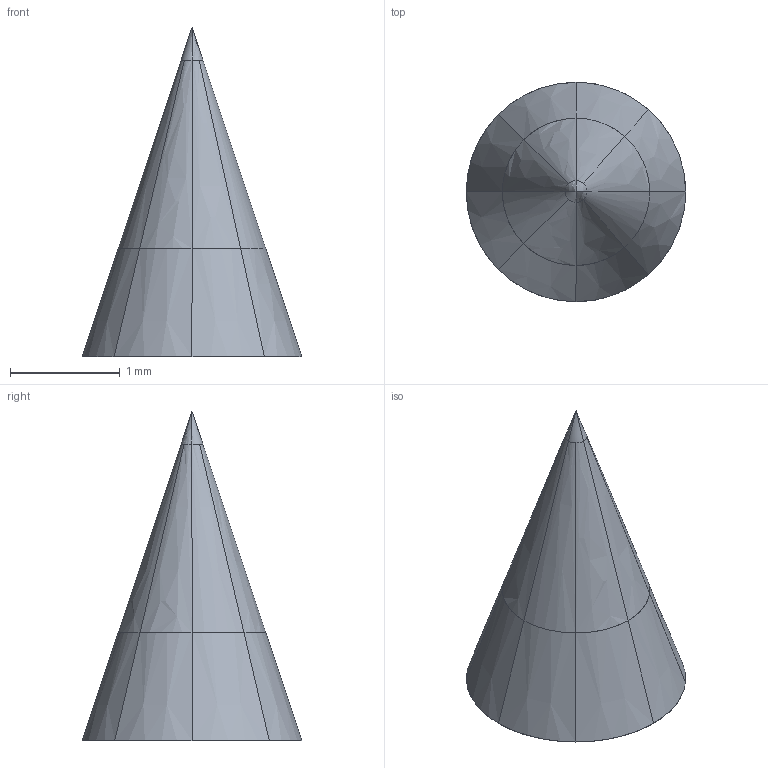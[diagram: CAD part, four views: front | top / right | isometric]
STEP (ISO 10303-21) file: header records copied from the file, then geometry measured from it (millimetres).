
FILE_DESCRIPTION(/* description */ (''),/* implementation_level */ '2;1');
FILE_NAME(/* name */ 'RegularCone',/* time_stamp */ '2024-05-27T10:08:01+02:00',/* author */ (''),/* organization */ (''),/* preprocessor_version */ 'ST-DEVELOPER v19.2',/* originating_system */ 'Rhino 8.2',/* authorisation */ '');
FILE_SCHEMA (('AP242_MANAGED_MODEL_BASED_3D_ENGINEERING_MIM_LF { 1 0 10303 442 3 1 4 }'));
Length unit declared in the file: millimetre
Products named in the file (1): Document
Bounding box: 2 x 2 x 3 mm (x, y, z)
Surface area: 13.1 mm2 (no closed solid volume)
Topology: 0 solids, 24 shells, 24 faces, 96 edges, 96 vertices
Faces by surface type: bspline 24
Entity records: 4095 total; most frequent: CARTESIAN_POINT 3093, B_SPLINE_CURVE_WITH_KNOTS 192, ORIENTED_EDGE 96, PCURVE 96, DEFINITIONAL_REPRESENTATION 96, SURFACE_CURVE 96, EDGE_CURVE 96, VERTEX_POINT 96
